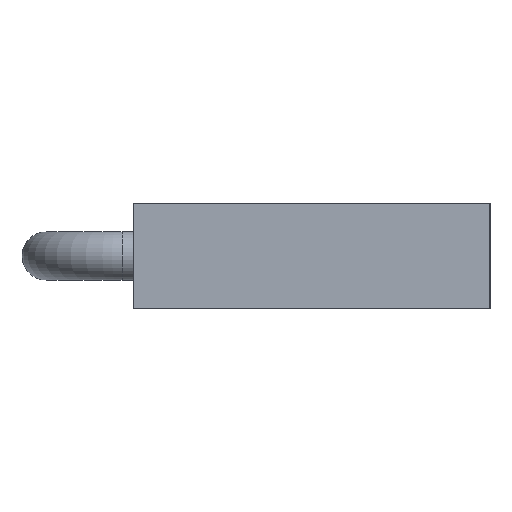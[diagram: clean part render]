
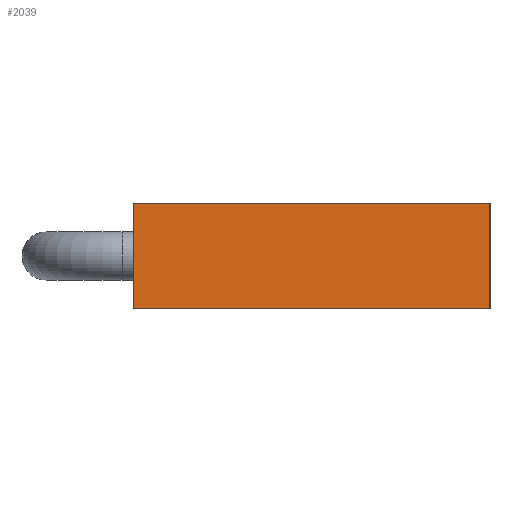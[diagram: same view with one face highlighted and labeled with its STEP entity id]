
A CAD part, left-side view. The second image highlights one B-rep face of the part: STEP entity #2039.
In plain terms, the highlighted planar face has unit normal (-1, 0, 0).
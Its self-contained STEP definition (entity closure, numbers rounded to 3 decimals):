
#835=CARTESIAN_POINT('',(0.0,-28.,9.0));
#836=VERTEX_POINT('',#835);
#843=CARTESIAN_POINT('',(0.0,-28.,-9.0));
#844=VERTEX_POINT('',#843);
#845=CARTESIAN_POINT('',(0.0,-28.,-9.0));
#846=DIRECTION('',(0.0,0.0,1.0));
#847=VECTOR('',#846,18.0);
#848=LINE('',#845,#847);
#849=EDGE_CURVE('',#844,#836,#848,.T.);
#1827=CARTESIAN_POINT('',(0.0,33.,9.0));
#1828=VERTEX_POINT('',#1827);
#1835=CARTESIAN_POINT('',(0.,-28.,9.0));
#1836=DIRECTION('',(0.0,1.0,0.0));
#1837=VECTOR('',#1836,61.);
#1838=LINE('',#1835,#1837);
#1839=EDGE_CURVE('',#836,#1828,#1838,.T.);
#2016=CARTESIAN_POINT('',(0.,30.,0.0));
#2017=DIRECTION('',(-1.0,0.0,0.0));
#2018=DIRECTION('',(0.0,0.0,1.0));
#2019=AXIS2_PLACEMENT_3D('',#2016,#2017,#2018);
#2020=PLANE('',#2019);
#2021=ORIENTED_EDGE('',*,*,#1839,.T.);
#2022=CARTESIAN_POINT('',(0.0,33.,-9.0));
#2023=VERTEX_POINT('',#2022);
#2024=CARTESIAN_POINT('',(0.0,33.,-9.0));
#2025=DIRECTION('',(0.0,0.0,1.0));
#2026=VECTOR('',#2025,18.0);
#2027=LINE('',#2024,#2026);
#2028=EDGE_CURVE('',#2023,#1828,#2027,.T.);
#2029=ORIENTED_EDGE('',*,*,#2028,.F.);
#2030=CARTESIAN_POINT('',(0.0,33.,-9.0));
#2031=DIRECTION('',(0.0,-1.0,0.0));
#2032=VECTOR('',#2031,61.);
#2033=LINE('',#2030,#2032);
#2034=EDGE_CURVE('',#2023,#844,#2033,.T.);
#2035=ORIENTED_EDGE('',*,*,#2034,.T.);
#2036=ORIENTED_EDGE('',*,*,#849,.T.);
#2037=EDGE_LOOP('',(#2021,#2029,#2035,#2036));
#2038=FACE_OUTER_BOUND('',#2037,.T.);
#2039=ADVANCED_FACE('',(#2038),#2020,.T.);
